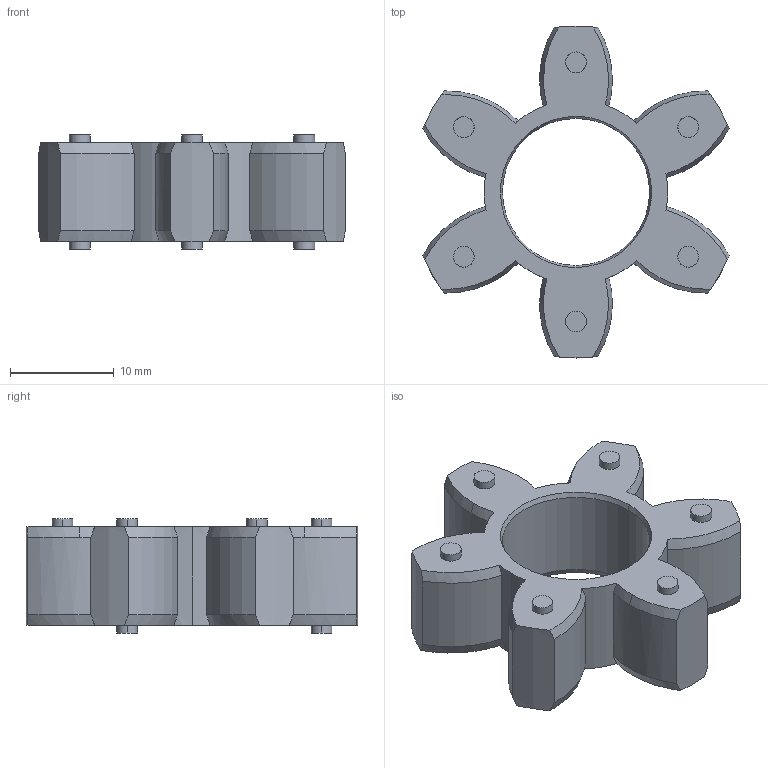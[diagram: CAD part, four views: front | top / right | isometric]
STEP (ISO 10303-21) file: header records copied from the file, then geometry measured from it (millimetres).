
FILE_DESCRIPTION (( 'STEP AP203' ), '1' );
FILE_NAME ('9939T12_Durometer 64D Spider for 1-5 16 OD Set Screw Vibrate-Damping Precision Flexible Shaft Coupling.STEP', '2021-09-10T13:42:41', ( 'Administrator' ), ( 'Managed by Terraform' ), 'SwSTEP 2.0', 'SolidWorks 2017', '' );
FILE_SCHEMA (( 'CONFIG_CONTROL_DESIGN' ));
Length unit declared in the file: inch
Products named in the file (1): 9939T12_Durometer 64D Spider for 1-5 16 OD Set Screw Vibrate-Damping Precision Flexible Shaft Coupling
Bounding box: 29.57 x 32 x 11 mm (x, y, z)
Volume: 3434.2 mm3; surface area: 2420 mm2
Topology: 1 solids, 1 shells, 90 faces, 271 edges, 192 vertices
Faces by surface type: cylinder 47, cone 32, plane 11
Entity records: 3518 total; most frequent: CARTESIAN_POINT 1256, ORIENTED_EDGE 542, DIRECTION 329, EDGE_CURVE 271, VERTEX_POINT 192, B_SPLINE_CURVE_WITH_KNOTS 170, AXIS2_PLACEMENT_3D 137, EDGE_LOOP 101
